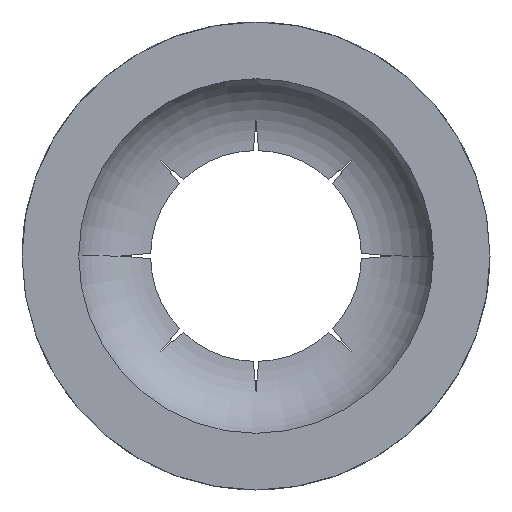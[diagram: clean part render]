
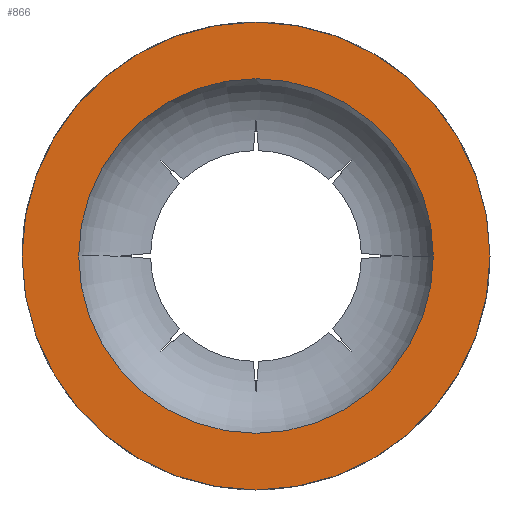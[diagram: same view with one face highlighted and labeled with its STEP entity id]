
A CAD part, front view. The second image highlights one B-rep face of the part: STEP entity #866.
In plain terms, the highlighted planar face has unit normal (0, -1, 0).
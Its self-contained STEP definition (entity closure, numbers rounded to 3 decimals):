
#2 = EDGE_CURVE ( 'NONE', #206, #35, #598, .T. ) ;
#35 = VERTEX_POINT ( 'NONE', #491 ) ;
#50 = DIRECTION ( 'NONE',  ( 1., 0., 0. ) ) ;
#68 = ORIENTED_EDGE ( 'NONE', *, *, #2, .T. ) ;
#85 = CARTESIAN_POINT ( 'NONE',  ( -5.55, 0., 0. ) ) ;
#86 = EDGE_CURVE ( 'NONE', #459, #407, #1305, .T. ) ;
#87 = CARTESIAN_POINT ( 'NONE',  ( -4.206, 0., 0. ) ) ;
#92 = DIRECTION ( 'NONE',  ( 1., 0., 0. ) ) ;
#185 = ORIENTED_EDGE ( 'NONE', *, *, #86, .F. ) ;
#206 = VERTEX_POINT ( 'NONE', #729 ) ;
#209 = DIRECTION ( 'NONE',  ( -1., 0., 0. ) ) ;
#219 = DIRECTION ( 'NONE',  ( 0., 1., 0. ) ) ;
#268 = EDGE_LOOP ( 'NONE', ( #1067, #68 ) ) ;
#278 = DIRECTION ( 'NONE',  ( 0., -1., 0. ) ) ;
#290 = CIRCLE ( 'NONE', #678, 4.206 ) ;
#306 = FACE_BOUND ( 'NONE', #712, .T. ) ;
#370 = ORIENTED_EDGE ( 'NONE', *, *, #1341, .F. ) ;
#407 = VERTEX_POINT ( 'NONE', #810 ) ;
#416 = EDGE_CURVE ( 'NONE', #35, #206, #1045, .T. ) ;
#459 = VERTEX_POINT ( 'NONE', #87 ) ;
#491 = CARTESIAN_POINT ( 'NONE',  ( 5.55, 0., 0. ) ) ;
#584 = DIRECTION ( 'NONE',  ( 1., 0., 0. ) ) ;
#590 = AXIS2_PLACEMENT_3D ( 'NONE', #766, #986, #50 ) ;
#598 = CIRCLE ( 'NONE', #590, 5.55 ) ;
#611 = DIRECTION ( 'NONE',  ( 0., -1., 0. ) ) ;
#613 = DIRECTION ( 'NONE',  ( 0., -1., 0. ) ) ;
#678 = AXIS2_PLACEMENT_3D ( 'NONE', #1011, #611, #1119 ) ;
#712 = EDGE_LOOP ( 'NONE', ( #370, #185 ) ) ;
#729 = CARTESIAN_POINT ( 'NONE',  ( -5.55, 0., 0. ) ) ;
#766 = CARTESIAN_POINT ( 'NONE',  ( 0., 0., 0. ) ) ;
#810 = CARTESIAN_POINT ( 'NONE',  ( 4.206, 0., 0. ) ) ;
#815 = FACE_OUTER_BOUND ( 'NONE', #268, .T. ) ;
#866 = ADVANCED_FACE ( 'NONE', ( #306, #815 ), #1163, .F. ) ;
#986 = DIRECTION ( 'NONE',  ( 0., -1., 0. ) ) ;
#1011 = CARTESIAN_POINT ( 'NONE',  ( 0., 0., 0. ) ) ;
#1045 = CIRCLE ( 'NONE', #1300, 5.55 ) ;
#1067 = ORIENTED_EDGE ( 'NONE', *, *, #416, .T. ) ;
#1119 = DIRECTION ( 'NONE',  ( 1., 0., 0. ) ) ;
#1163 = PLANE ( 'NONE',  #1284 ) ;
#1209 = AXIS2_PLACEMENT_3D ( 'NONE', #1326, #278, #584 ) ;
#1243 = CARTESIAN_POINT ( 'NONE',  ( 0., 0., 0. ) ) ;
#1284 = AXIS2_PLACEMENT_3D ( 'NONE', #85, #219, #209 ) ;
#1300 = AXIS2_PLACEMENT_3D ( 'NONE', #1243, #613, #92 ) ;
#1305 = CIRCLE ( 'NONE', #1209, 4.206 ) ;
#1326 = CARTESIAN_POINT ( 'NONE',  ( 0., 0., 0. ) ) ;
#1341 = EDGE_CURVE ( 'NONE', #407, #459, #290, .T. ) ;
